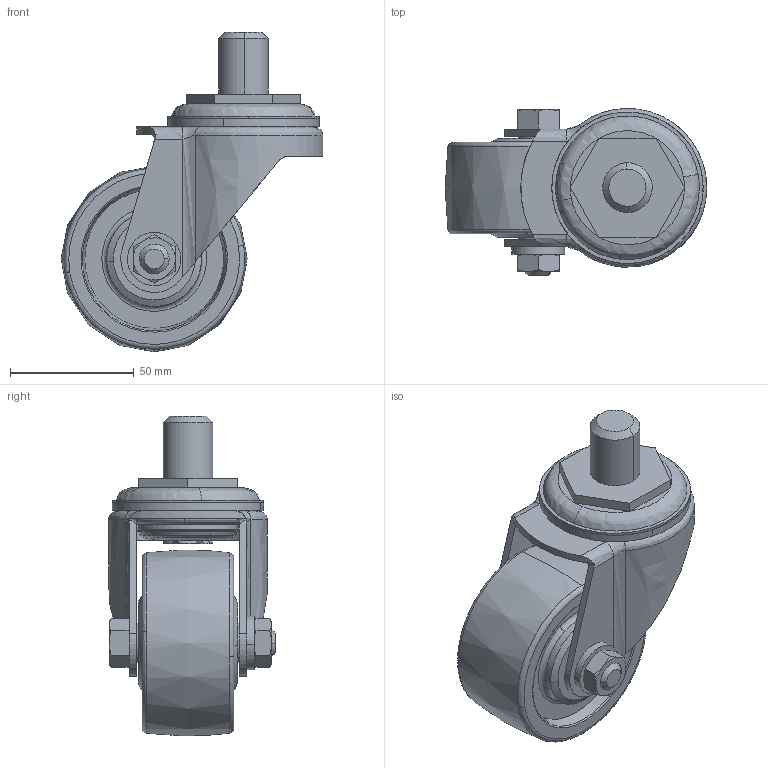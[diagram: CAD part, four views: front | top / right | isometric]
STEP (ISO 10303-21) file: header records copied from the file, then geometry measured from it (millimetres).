
FILE_DESCRIPTION((''),'2;1');
FILE_NAME('','2009-03-19T14:48:53',(''),(''),'','CADfix','');
FILE_SCHEMA(('AUTOMOTIVE_DESIGN { 1 0 10303 214 1 1 1 1 }'));
Length unit declared in the file: millimetre
Bounding box: 105.5 x 67.3 x 128.99 mm (x, y, z)
Volume: 221585 mm3; surface area: 54213.8 mm2
Topology: 3 solids, 10 shells, 209 faces, 659 edges, 479 vertices
Faces by surface type: bspline 209
Entity records: 9656 total; most frequent: CARTESIAN_POINT 6119, ORIENTED_EDGE 1262, EDGE_CURVE 655, VERTEX_POINT 477, EDGE_LOOP 236, FACE_OUTER_BOUND 207, ADVANCED_FACE 207, QUASI_UNIFORM_CURVE 152
